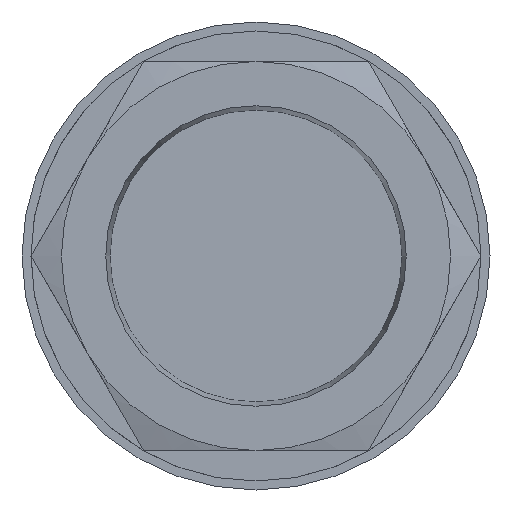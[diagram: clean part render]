
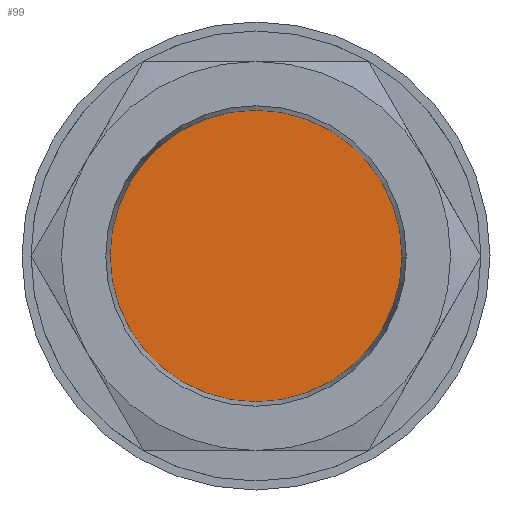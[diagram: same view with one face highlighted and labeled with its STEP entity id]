
A CAD part, left-side view. The second image highlights one B-rep face of the part: STEP entity #99.
In plain terms, the highlighted planar face has unit normal (-1, 0, 0).
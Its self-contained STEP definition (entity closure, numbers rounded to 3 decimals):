
#99 = ADVANCED_FACE( '', ( #203 ), #204, .F. );
#203 = FACE_OUTER_BOUND( '', #302, .T. );
#204 = PLANE( '', #303 );
#302 = EDGE_LOOP( '', ( #499 ) );
#303 = AXIS2_PLACEMENT_3D( '', #500, #501, #502 );
#499 = ORIENTED_EDGE( '', *, *, #585, .F. );
#500 = CARTESIAN_POINT( '', ( 4., 0., 0. ) );
#501 = DIRECTION( '', ( 1., 0., 0. ) );
#502 = DIRECTION( '', ( 0., 0., -1. ) );
#585 = EDGE_CURVE( '', #691, #691, #692, .T. );
#691 = VERTEX_POINT( '', #874 );
#692 = CIRCLE( '', #875, 24. );
#874 = CARTESIAN_POINT( '', ( 4., 0., -24. ) );
#875 = AXIS2_PLACEMENT_3D( '', #949, #950, #951 );
#949 = CARTESIAN_POINT( '', ( 4., 0., 0. ) );
#950 = DIRECTION( '', ( 1., 0., 0. ) );
#951 = DIRECTION( '', ( 0., 0., -1. ) );
